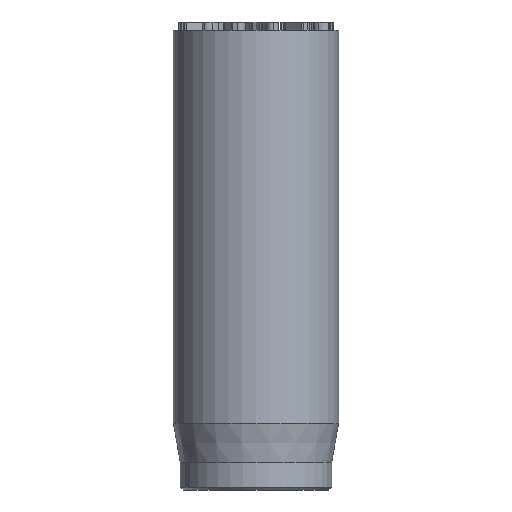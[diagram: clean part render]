
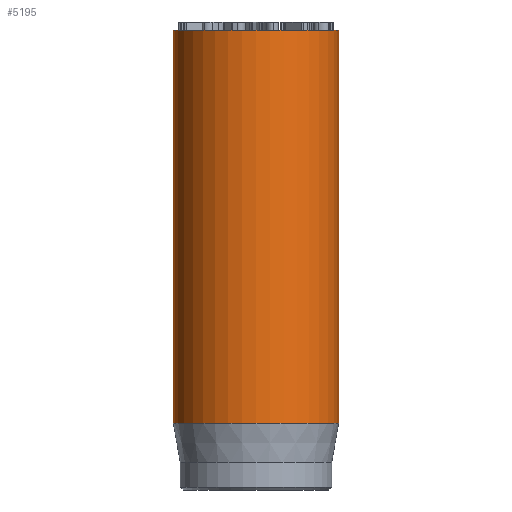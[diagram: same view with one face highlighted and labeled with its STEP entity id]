
A CAD part, front view. The second image highlights one B-rep face of the part: STEP entity #5195.
In plain terms, the highlighted cylindrical face has radius 3 mm (diameter 6 mm), a full revolution.
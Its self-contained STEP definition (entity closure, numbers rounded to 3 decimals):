
#32=CYLINDRICAL_SURFACE('',#5409,3.);
#44=CIRCLE('',#5377,3.);
#60=CIRCLE('',#5407,3.);
#61=CIRCLE('',#5408,3.);
#469=FACE_OUTER_BOUND('',#771,.T.);
#771=EDGE_LOOP('',(#4681,#4682,#4683,#4684,#4685));
#1198=LINE('',#9661,#1633);
#1633=VECTOR('',#6108,3.);
#2434=VERTEX_POINT('',#9601);
#2450=VERTEX_POINT('',#9655);
#2451=VERTEX_POINT('',#9656);
#3177=EDGE_CURVE('',#2434,#2434,#44,.T.);
#3201=EDGE_CURVE('',#2450,#2451,#60,.T.);
#3202=EDGE_CURVE('',#2451,#2450,#61,.T.);
#3204=EDGE_CURVE('',#2434,#2450,#1198,.T.);
#4681=ORIENTED_EDGE('',*,*,#3177,.T.);
#4682=ORIENTED_EDGE('',*,*,#3204,.T.);
#4683=ORIENTED_EDGE('',*,*,#3201,.T.);
#4684=ORIENTED_EDGE('',*,*,#3202,.T.);
#4685=ORIENTED_EDGE('',*,*,#3204,.F.);
#5195=ADVANCED_FACE('',(#469),#32,.T.);
#5377=AXIS2_PLACEMENT_3D('',#9602,#6033,#6034);
#5407=AXIS2_PLACEMENT_3D('',#9657,#6101,#6102);
#5408=AXIS2_PLACEMENT_3D('',#9658,#6103,#6104);
#5409=AXIS2_PLACEMENT_3D('',#9660,#6106,#6107);
#6033=DIRECTION('center_axis',(0.,0.,-1.));
#6034=DIRECTION('ref_axis',(-1.,0.,0.));
#6101=DIRECTION('center_axis',(0.,0.,1.));
#6102=DIRECTION('ref_axis',(-1.,0.,0.));
#6103=DIRECTION('center_axis',(0.,0.,1.));
#6104=DIRECTION('ref_axis',(-1.,0.,0.));
#6106=DIRECTION('center_axis',(0.,0.,1.));
#6107=DIRECTION('ref_axis',(-1.,0.,0.));
#6108=DIRECTION('',(0.,0.,-1.));
#9601=CARTESIAN_POINT('',(3.,0.,16.7));
#9602=CARTESIAN_POINT('Origin',(0.,0.,16.7));
#9655=CARTESIAN_POINT('',(3.,0.,2.418));
#9656=CARTESIAN_POINT('',(-3.,0.,2.418));
#9657=CARTESIAN_POINT('Origin',(0.,0.,2.418));
#9658=CARTESIAN_POINT('Origin',(0.,0.,2.418));
#9660=CARTESIAN_POINT('Origin',(0.,0.,0.));
#9661=CARTESIAN_POINT('',(3.,0.,0.));
